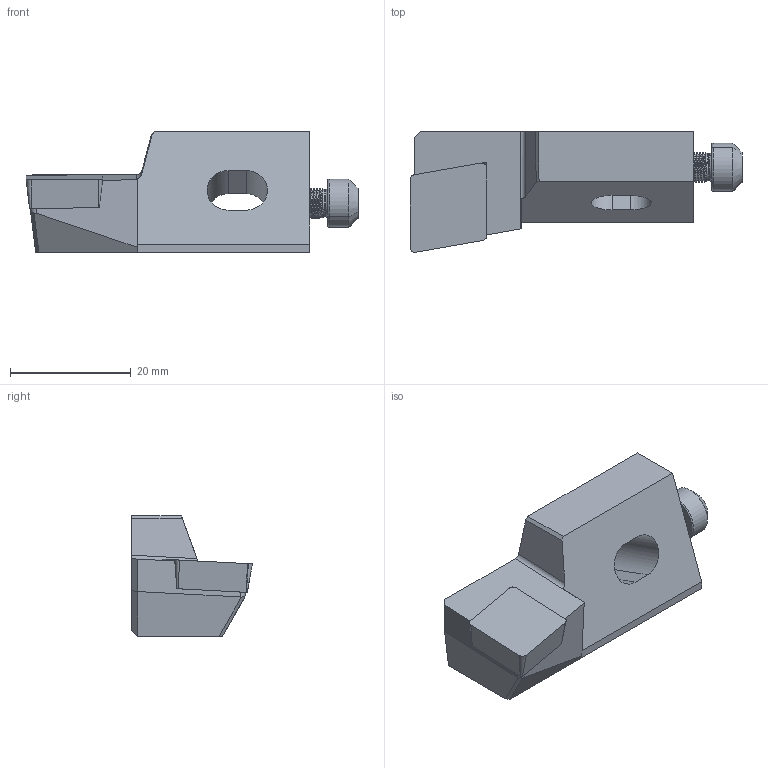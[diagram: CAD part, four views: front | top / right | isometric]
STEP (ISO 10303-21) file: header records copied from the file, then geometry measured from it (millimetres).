
FILE_DESCRIPTION (( 'STEP AP214' ), '1' );
FILE_NAME ('SCFCR-12CA-12-LIGHT.STP', '2023-11-07T09:24:13', ( '' ), ( '' ), 'SwSTEP 2.0', 'SolidWorks 2018', '' );
FILE_SCHEMA (( 'AUTOMOTIVE_DESIGN' ));
Length unit declared in the file: millimetre
Products named in the file (1): SCFCR-12CA-12-LIGHT
Bounding box: 55 x 20 x 20 mm (x, y, z)
Volume: 9911.5 mm3; surface area: 4304.3 mm2
Topology: 2 solids, 2 shells, 67 faces, 175 edges, 114 vertices
Faces by surface type: plane 32, cylinder 14, cone 13, torus 6, bspline 2
Entity records: 4004 total; most frequent: CARTESIAN_POINT 1638, ORIENTED_EDGE 350, DIRECTION 310, EDGE_CURVE 175, VERTEX_POINT 114, AXIS2_PLACEMENT_3D 105, LINE 100, VECTOR 100
